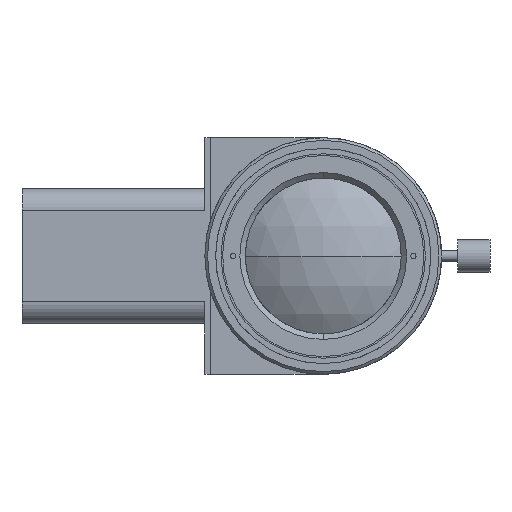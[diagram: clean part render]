
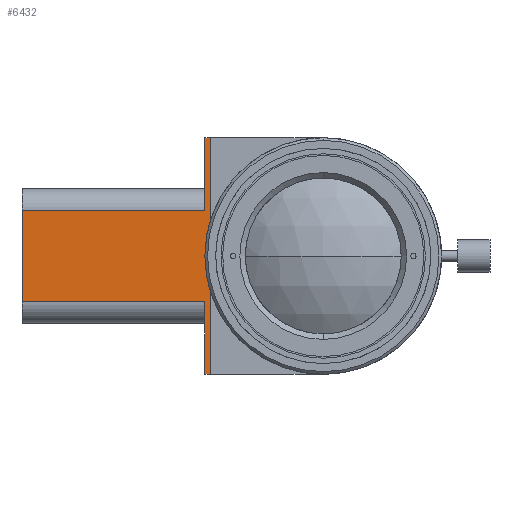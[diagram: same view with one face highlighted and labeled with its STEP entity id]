
A CAD part, left-side view. The second image highlights one B-rep face of the part: STEP entity #6432.
In plain terms, the highlighted planar face has unit normal (-1, 0, 0).
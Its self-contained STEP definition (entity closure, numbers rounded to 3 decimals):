
#106 = LINE ( 'NONE', #332, #2746 ) ;
#279 = ORIENTED_EDGE ( 'NONE', *, *, #4898, .T. ) ;
#314 = FACE_OUTER_BOUND ( 'NONE', #4653, .T. ) ;
#332 = CARTESIAN_POINT ( 'NONE',  ( 47.86, 22., -22. ) ) ;
#393 = CARTESIAN_POINT ( 'NONE',  ( 47.86, 22., 8.5 ) ) ;
#646 = LINE ( 'NONE', #2944, #3143 ) ;
#733 = VECTOR ( 'NONE', #2382, 1000. ) ;
#864 = CARTESIAN_POINT ( 'NONE',  ( 47.86, 21., -8.5 ) ) ;
#900 = VECTOR ( 'NONE', #3857, 1000. ) ;
#901 = CARTESIAN_POINT ( 'NONE',  ( 47.86, 22., -22. ) ) ;
#1007 = LINE ( 'NONE', #2308, #4841 ) ;
#1083 = CARTESIAN_POINT ( 'NONE',  ( 47.86, 21., 12.5 ) ) ;
#1158 = VECTOR ( 'NONE', #5913, 1000. ) ;
#1199 = EDGE_CURVE ( 'NONE', #3480, #4570, #2113, .T. ) ;
#1239 = EDGE_CURVE ( 'NONE', #6005, #1255, #4629, .T. ) ;
#1245 = CARTESIAN_POINT ( 'NONE',  ( 47.86, 21., -22. ) ) ;
#1255 = VERTEX_POINT ( 'NONE', #393 ) ;
#1621 = DIRECTION ( 'NONE',  ( 0., 0., 1. ) ) ;
#1700 = ORIENTED_EDGE ( 'NONE', *, *, #5682, .T. ) ;
#1791 = VECTOR ( 'NONE', #4915, 1000. ) ;
#2089 = LINE ( 'NONE', #864, #733 ) ;
#2113 = LINE ( 'NONE', #6377, #5954 ) ;
#2122 = ORIENTED_EDGE ( 'NONE', *, *, #1239, .T. ) ;
#2228 = LINE ( 'NONE', #5371, #900 ) ;
#2308 = CARTESIAN_POINT ( 'NONE',  ( 47.86, 21., 8.5 ) ) ;
#2382 = DIRECTION ( 'NONE',  ( 0., -1., 0. ) ) ;
#2384 = CARTESIAN_POINT ( 'NONE',  ( 47.86, 21., 12.5 ) ) ;
#2388 = ORIENTED_EDGE ( 'NONE', *, *, #4942, .T. ) ;
#2466 = LINE ( 'NONE', #2384, #1158 ) ;
#2746 = VECTOR ( 'NONE', #5361, 1000. ) ;
#2944 = CARTESIAN_POINT ( 'NONE',  ( 47.86, 22., 22. ) ) ;
#3081 = PLANE ( 'NONE',  #4135 ) ;
#3143 = VECTOR ( 'NONE', #5993, 1000. ) ;
#3323 = CARTESIAN_POINT ( 'NONE',  ( 47.86, 21., 22. ) ) ;
#3427 = ORIENTED_EDGE ( 'NONE', *, *, #4540, .F. ) ;
#3480 = VERTEX_POINT ( 'NONE', #6458 ) ;
#3486 = ORIENTED_EDGE ( 'NONE', *, *, #5860, .F. ) ;
#3529 = ORIENTED_EDGE ( 'NONE', *, *, #1199, .T. ) ;
#3857 = DIRECTION ( 'NONE',  ( 0., 0., -1. ) ) ;
#3940 = CARTESIAN_POINT ( 'NONE',  ( 47.86, 56., 8.5 ) ) ;
#4049 = EDGE_CURVE ( 'NONE', #1255, #5801, #1007, .T. ) ;
#4135 = AXIS2_PLACEMENT_3D ( 'NONE', #1083, #4617, #1621 ) ;
#4336 = VERTEX_POINT ( 'NONE', #1245 ) ;
#4484 = VERTEX_POINT ( 'NONE', #3323 ) ;
#4540 = EDGE_CURVE ( 'NONE', #4484, #4336, #2466, .T. ) ;
#4570 = VERTEX_POINT ( 'NONE', #6411 ) ;
#4617 = DIRECTION ( 'NONE',  ( 1., 0., 0. ) ) ;
#4629 = LINE ( 'NONE', #901, #1791 ) ;
#4653 = EDGE_LOOP ( 'NONE', ( #2122, #4927, #279, #2388, #3529, #1700, #3427, #3486 ) ) ;
#4841 = VECTOR ( 'NONE', #5329, 1000. ) ;
#4898 = EDGE_CURVE ( 'NONE', #5801, #6241, #2228, .T. ) ;
#4915 = DIRECTION ( 'NONE',  ( 0., 0., -1. ) ) ;
#4927 = ORIENTED_EDGE ( 'NONE', *, *, #4049, .T. ) ;
#4942 = EDGE_CURVE ( 'NONE', #6241, #3480, #2089, .T. ) ;
#5225 = CARTESIAN_POINT ( 'NONE',  ( 47.86, 22., 22. ) ) ;
#5329 = DIRECTION ( 'NONE',  ( 0., 1., 0. ) ) ;
#5361 = DIRECTION ( 'NONE',  ( 0., -1., 0. ) ) ;
#5371 = CARTESIAN_POINT ( 'NONE',  ( 47.86, 56., 12.5 ) ) ;
#5384 = DIRECTION ( 'NONE',  ( 0., 0., -1. ) ) ;
#5476 = CARTESIAN_POINT ( 'NONE',  ( 47.86, 56., -8.5 ) ) ;
#5682 = EDGE_CURVE ( 'NONE', #4570, #4336, #106, .T. ) ;
#5801 = VERTEX_POINT ( 'NONE', #3940 ) ;
#5860 = EDGE_CURVE ( 'NONE', #6005, #4484, #646, .T. ) ;
#5913 = DIRECTION ( 'NONE',  ( 0., 0., -1. ) ) ;
#5954 = VECTOR ( 'NONE', #5384, 1000. ) ;
#5993 = DIRECTION ( 'NONE',  ( 0., -1., 0. ) ) ;
#6005 = VERTEX_POINT ( 'NONE', #5225 ) ;
#6241 = VERTEX_POINT ( 'NONE', #5476 ) ;
#6377 = CARTESIAN_POINT ( 'NONE',  ( 47.86, 22., -22. ) ) ;
#6411 = CARTESIAN_POINT ( 'NONE',  ( 47.86, 22., -22. ) ) ;
#6432 = ADVANCED_FACE ( 'NONE', ( #314 ), #3081, .F. ) ;
#6458 = CARTESIAN_POINT ( 'NONE',  ( 47.86, 22., -8.5 ) ) ;
